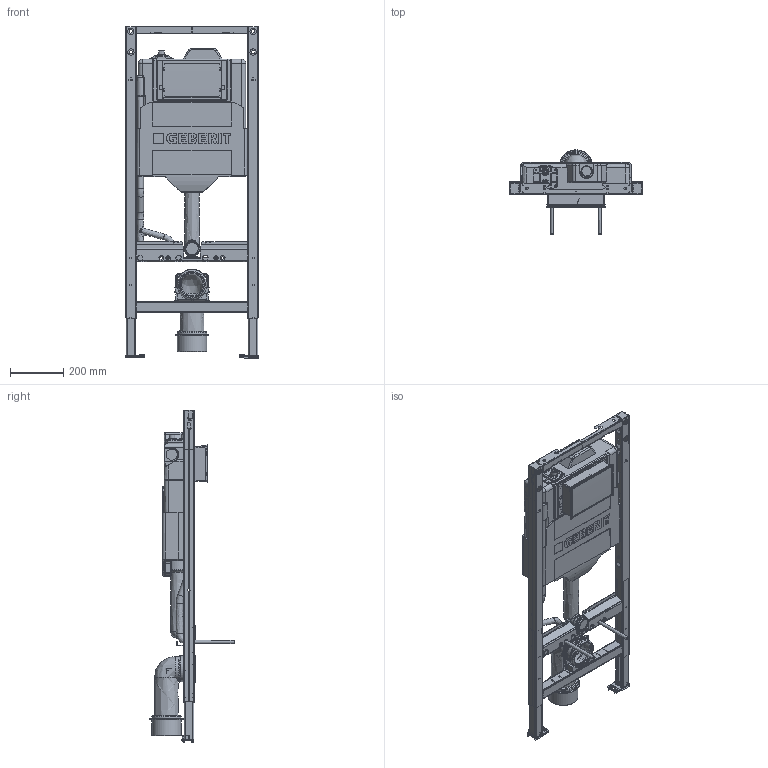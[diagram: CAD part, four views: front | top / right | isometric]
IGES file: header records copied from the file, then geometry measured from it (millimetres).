
Global section: file name: 111075; native system: Autodesk Inventor 2023; preprocessor: unknown; author: none; organization: none; date: 20251212.122352; units: millimetre
Bounding box: 500 x 317.23 x 1248 mm (x, y, z)
Volume: 23496965.1 mm3; surface area: 3122732.8 mm2
Topology: 29 solids, 31 shells, 3849 faces, 10208 edges, 6342 vertices
Faces by surface type: bspline 3849
